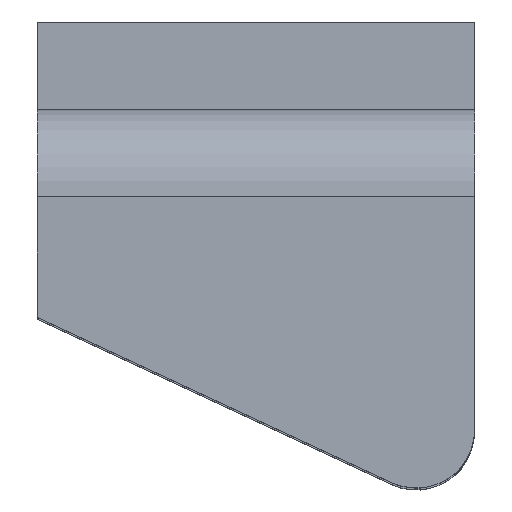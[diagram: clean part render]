
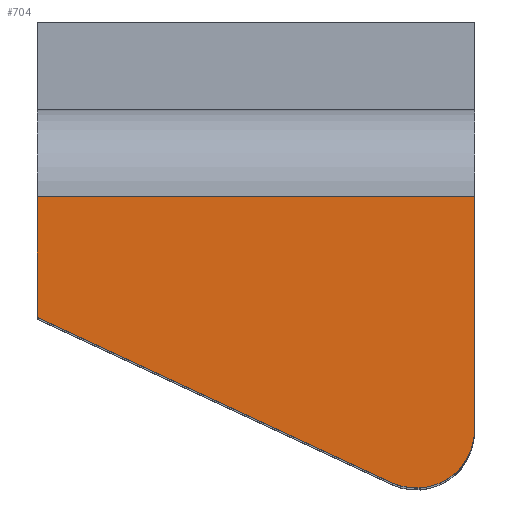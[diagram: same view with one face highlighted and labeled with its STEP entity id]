
A CAD part, top view. The second image highlights one B-rep face of the part: STEP entity #704.
In plain terms, the highlighted planar face has unit normal (0, 0, 1).
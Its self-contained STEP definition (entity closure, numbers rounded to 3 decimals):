
#44 = VECTOR ( 'NONE', #612, 1000. ) ;
#63 = AXIS2_PLACEMENT_3D ( 'NONE', #224, #223, #218 ) ;
#136 = VERTEX_POINT ( 'NONE', #235 ) ;
#182 = CARTESIAN_POINT ( 'NONE',  ( -7.5, -10.145, 20. ) ) ;
#218 = DIRECTION ( 'NONE',  ( 1., 0., 0. ) ) ;
#223 = DIRECTION ( 'NONE',  ( 0., 0., 1. ) ) ;
#224 = CARTESIAN_POINT ( 'NONE',  ( 5.5, -14., 20. ) ) ;
#235 = CARTESIAN_POINT ( 'NONE',  ( 7.5, -6., 20. ) ) ;
#271 = ORIENTED_EDGE ( 'NONE', *, *, #654, .T. ) ;
#275 = DIRECTION ( 'NONE',  ( 0., 1., 0. ) ) ;
#278 = DIRECTION ( 'NONE',  ( 0., 0., -1. ) ) ;
#287 = CARTESIAN_POINT ( 'NONE',  ( 7.5, -19., 20. ) ) ;
#289 = PLANE ( 'NONE',  #559 ) ;
#318 = ORIENTED_EDGE ( 'NONE', *, *, #580, .T. ) ;
#362 = VERTEX_POINT ( 'NONE', #729 ) ;
#394 = VERTEX_POINT ( 'NONE', #608 ) ;
#416 = ORIENTED_EDGE ( 'NONE', *, *, #590, .T. ) ;
#426 = DIRECTION ( 'NONE',  ( 0., -1., 0. ) ) ;
#434 = CARTESIAN_POINT ( 'NONE',  ( -7.5, -19., 20. ) ) ;
#437 = LINE ( 'NONE', #434, #676 ) ;
#503 = VERTEX_POINT ( 'NONE', #182 ) ;
#510 = CIRCLE ( 'NONE', #63, 2. ) ;
#512 = EDGE_LOOP ( 'NONE', ( #678, #755, #318, #271, #416 ) ) ;
#524 = FACE_OUTER_BOUND ( 'NONE', #512, .T. ) ;
#559 = AXIS2_PLACEMENT_3D ( 'NONE', #287, #278, #275 ) ;
#564 = DIRECTION ( 'NONE',  ( 0., -1., 0. ) ) ;
#577 = CARTESIAN_POINT ( 'NONE',  ( 7.5, -19., 20. ) ) ;
#580 = EDGE_CURVE ( 'NONE', #136, #611, #763, .T. ) ;
#585 = CARTESIAN_POINT ( 'NONE',  ( -7.5, -6., 20. ) ) ;
#590 = EDGE_CURVE ( 'NONE', #503, #362, #628, .T. ) ;
#608 = CARTESIAN_POINT ( 'NONE',  ( 7.5, -14., 20. ) ) ;
#611 = VERTEX_POINT ( 'NONE', #585 ) ;
#612 = DIRECTION ( 'NONE',  ( 0.906, -0.423, 0. ) ) ;
#613 = EDGE_CURVE ( 'NONE', #136, #394, #666, .T. ) ;
#618 = CARTESIAN_POINT ( 'NONE',  ( -7.5, -10.145, 20. ) ) ;
#628 = LINE ( 'NONE', #618, #44 ) ;
#654 = EDGE_CURVE ( 'NONE', #611, #503, #437, .T. ) ;
#666 = LINE ( 'NONE', #577, #727 ) ;
#676 = VECTOR ( 'NONE', #426, 1000. ) ;
#678 = ORIENTED_EDGE ( 'NONE', *, *, #744, .T. ) ;
#704 = ADVANCED_FACE ( 'NONE', ( #524 ), #289, .F. ) ;
#709 = DIRECTION ( 'NONE',  ( -1., 0., 0. ) ) ;
#722 = CARTESIAN_POINT ( 'NONE',  ( 7.5, -6., 20. ) ) ;
#727 = VECTOR ( 'NONE', #564, 1000. ) ;
#729 = CARTESIAN_POINT ( 'NONE',  ( 4.655, -15.813, 20. ) ) ;
#743 = VECTOR ( 'NONE', #709, 1000. ) ;
#744 = EDGE_CURVE ( 'NONE', #362, #394, #510, .T. ) ;
#755 = ORIENTED_EDGE ( 'NONE', *, *, #613, .F. ) ;
#763 = LINE ( 'NONE', #722, #743 ) ;
